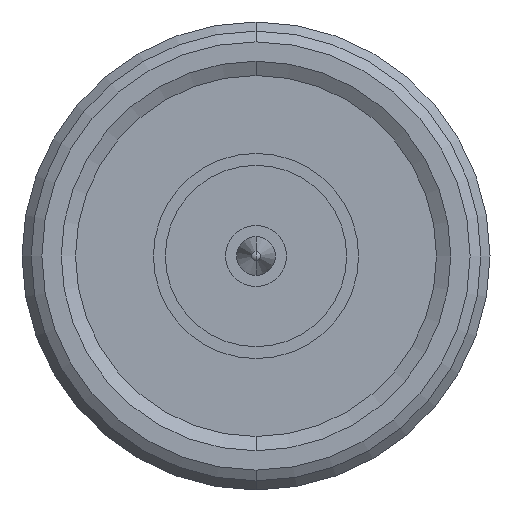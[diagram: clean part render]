
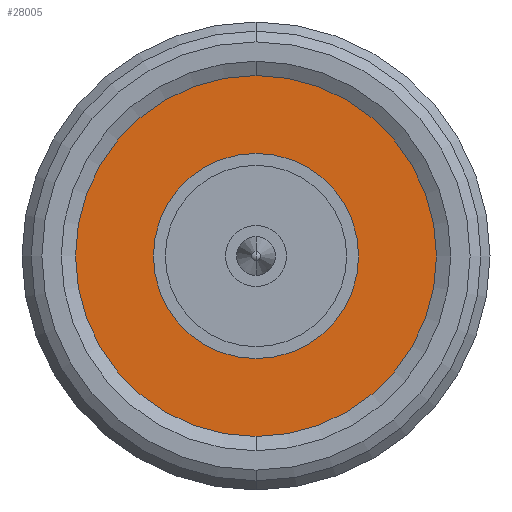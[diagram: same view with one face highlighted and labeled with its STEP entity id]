
A CAD part, left-side view. The second image highlights one B-rep face of the part: STEP entity #28005.
In plain terms, the highlighted face is planar.
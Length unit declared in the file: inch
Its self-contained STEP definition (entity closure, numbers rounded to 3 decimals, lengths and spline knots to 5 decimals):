
#800 = CARTESIAN_POINT ( 'NONE',  ( 0.0218, 0., 0.35915 ) ) ;
#2325 = AXIS2_PLACEMENT_3D ( 'NONE', #31343, #5458, #15253 ) ;
#3101 = EDGE_LOOP ( 'NONE', ( #31788, #10233 ) ) ;
#3929 = CIRCLE ( 'NONE', #3930, 0.35915 ) ;
#3930 = AXIS2_PLACEMENT_3D ( 'NONE', #25322, #6323, #31921 ) ;
#5458 = DIRECTION ( 'NONE',  ( -1., 0., 0. ) ) ;
#6323 = DIRECTION ( 'NONE',  ( -1., 0., 0. ) ) ;
#7684 = EDGE_CURVE ( 'NONE', #31907, #22141, #40271, .T. ) ;
#8115 = ORIENTED_EDGE ( 'NONE', *, *, #38700, .T. ) ;
#9610 = FACE_OUTER_BOUND ( 'NONE', #3101, .T. ) ;
#10233 = ORIENTED_EDGE ( 'NONE', *, *, #29852, .F. ) ;
#12695 = PLANE ( 'NONE',  #29068 ) ;
#14537 = VERTEX_POINT ( 'NONE', #800 ) ;
#15253 = DIRECTION ( 'NONE',  ( 0., 0., 1. ) ) ;
#18328 = DIRECTION ( 'NONE',  ( 0., 0., 1. ) ) ;
#19569 = CARTESIAN_POINT ( 'NONE',  ( 0.0218, 0., 0.17268 ) ) ;
#19778 = DIRECTION ( 'NONE',  ( 0., 0., -1. ) ) ;
#19974 = EDGE_CURVE ( 'NONE', #14537, #39882, #41010, .T. ) ;
#21874 = AXIS2_PLACEMENT_3D ( 'NONE', #31340, #38086, #31210 ) ;
#22141 = VERTEX_POINT ( 'NONE', #35886 ) ;
#25322 = CARTESIAN_POINT ( 'NONE',  ( 0.0218, 0., 0. ) ) ;
#25846 = ORIENTED_EDGE ( 'NONE', *, *, #7684, .T. ) ;
#25877 = CARTESIAN_POINT ( 'NONE',  ( 0.0218, 0., 0. ) ) ;
#26130 = DIRECTION ( 'NONE',  ( 1., 0., 0. ) ) ;
#27668 = CARTESIAN_POINT ( 'NONE',  ( 0.0218, 0., 0. ) ) ;
#28005 = ADVANCED_FACE ( 'NONE', ( #34985, #9610 ), #12695, .T. ) ;
#28368 = AXIS2_PLACEMENT_3D ( 'NONE', #27668, #37765, #18328 ) ;
#29068 = AXIS2_PLACEMENT_3D ( 'NONE', #25877, #26130, #19778 ) ;
#29852 = EDGE_CURVE ( 'NONE', #39882, #14537, #3929, .T. ) ;
#31210 = DIRECTION ( 'NONE',  ( 0., 0., 1. ) ) ;
#31340 = CARTESIAN_POINT ( 'NONE',  ( 0.0218, 0., 0. ) ) ;
#31343 = CARTESIAN_POINT ( 'NONE',  ( 0.0218, 0., 0. ) ) ;
#31788 = ORIENTED_EDGE ( 'NONE', *, *, #19974, .F. ) ;
#31907 = VERTEX_POINT ( 'NONE', #19569 ) ;
#31921 = DIRECTION ( 'NONE',  ( 0., 0., 1. ) ) ;
#33666 = CARTESIAN_POINT ( 'NONE',  ( 0.0218, 0., -0.35915 ) ) ;
#34985 = FACE_BOUND ( 'NONE', #41632, .T. ) ;
#35886 = CARTESIAN_POINT ( 'NONE',  ( 0.0218, 0., -0.17268 ) ) ;
#37765 = DIRECTION ( 'NONE',  ( -1., 0., 0. ) ) ;
#38086 = DIRECTION ( 'NONE',  ( -1., 0., 0. ) ) ;
#38700 = EDGE_CURVE ( 'NONE', #22141, #31907, #41741, .T. ) ;
#39882 = VERTEX_POINT ( 'NONE', #33666 ) ;
#40271 = CIRCLE ( 'NONE', #21874, 0.17268 ) ;
#41010 = CIRCLE ( 'NONE', #2325, 0.35915 ) ;
#41632 = EDGE_LOOP ( 'NONE', ( #25846, #8115 ) ) ;
#41741 = CIRCLE ( 'NONE', #28368, 0.17268 ) ;
